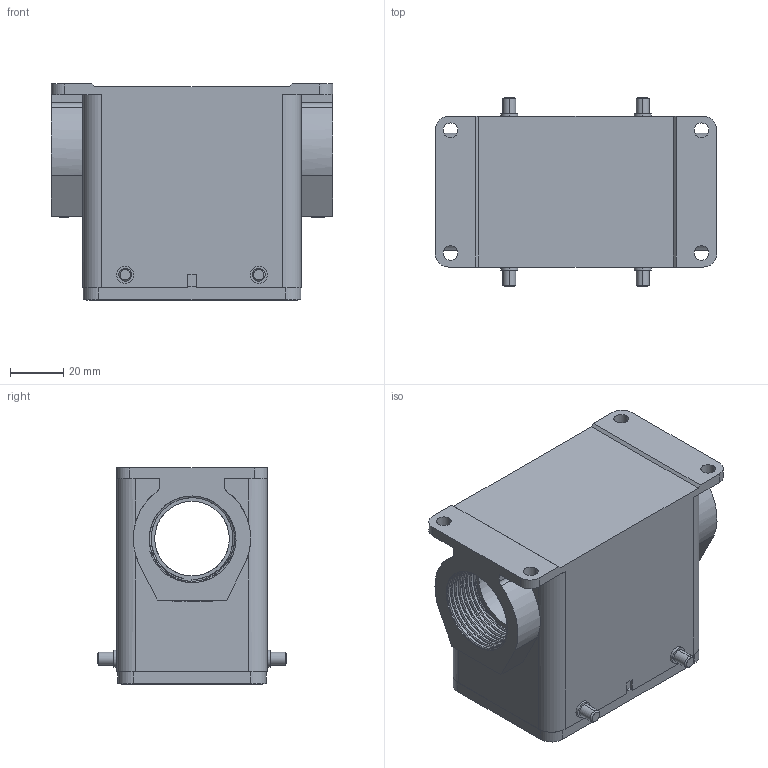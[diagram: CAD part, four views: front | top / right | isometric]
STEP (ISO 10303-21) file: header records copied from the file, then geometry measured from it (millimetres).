
FILE_DESCRIPTION(/* description */ (''),/* implementation_level */ '2;1');
FILE_NAME(/* name */ '3D_1100322301024_H32A-SF-4B-2M32_V1.1.stp',/* time_stamp */ '2023-12-05T13:57:04+08:00',/* author */ (''),/* organization */ (''),/* preprocessor_version */ 'ST-DEVELOPER v18.1',/* originating_system */ 'SIEMENS PLM Software NX 1980',/* authorisation */ '');
FILE_SCHEMA (('FEATURE_BASED_PROCESS_PLANNING','AP242_MANAGED_MODEL_BASED_3D_ENGINEERING_MIM_LF { 1 0 10303 442 1 1 4 }'));
Length unit declared in the file: millimetre
Products named in the file (1): 3D_1100322301004_H32A-SF-4B-M32_V1.1_stp
Bounding box: 105.5 x 71.1 x 81 mm (x, y, z)
Volume: 132337 mm3; surface area: 60022.9 mm2
Topology: 1 solids, 3 shells, 391 faces, 1017 edges, 660 vertices
Faces by surface type: plane 182, cylinder 179, bspline 10, cone 8, torus 8, sphere 4
Full cylindrical faces by diameter (mm): 31.5 x7
Entity records: 14539 total; most frequent: CARTESIAN_POINT 5257, ORIENTED_EDGE 1984, DIRECTION 1865, EDGE_CURVE 992, AXIS2_PLACEMENT_3D 695, VERTEX_POINT 647, LINE 475, VECTOR 475
